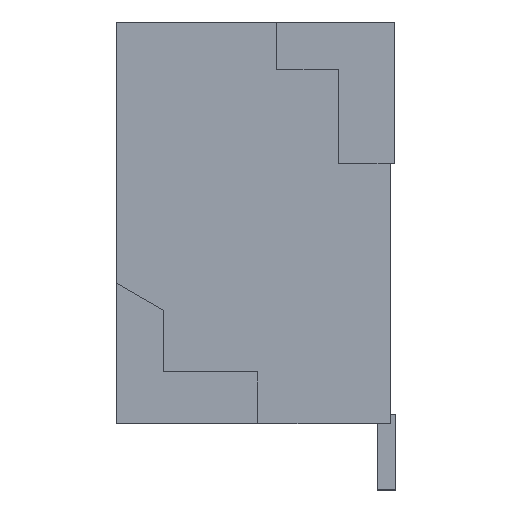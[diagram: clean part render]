
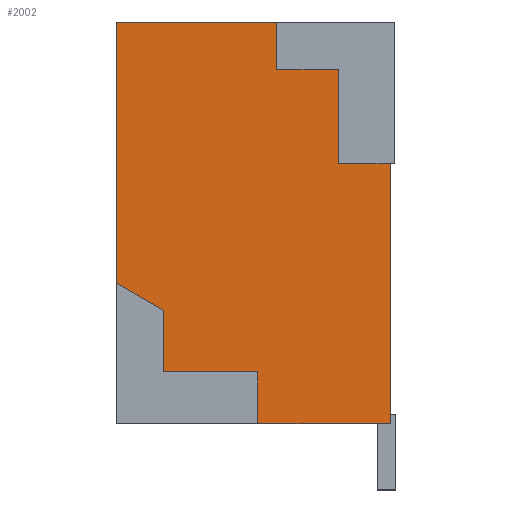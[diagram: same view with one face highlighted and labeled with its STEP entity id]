
A CAD part, left-side view. The second image highlights one B-rep face of the part: STEP entity #2002.
In plain terms, the highlighted planar face has unit normal (-1, 0, 0).
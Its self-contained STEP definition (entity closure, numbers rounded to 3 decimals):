
#43=FACE_OUTER_BOUND('',#143,.T.);
#143=EDGE_LOOP('',(#1404,#1405,#1406,#1407,#1408,#1409,#1410,#1411,#1412,
#1413,#1414,#1415));
#256=LINE('',#2733,#530);
#279=LINE('',#2776,#553);
#302=LINE('',#2821,#576);
#344=LINE('',#2904,#618);
#345=LINE('',#2906,#619);
#346=LINE('',#2908,#620);
#347=LINE('',#2910,#621);
#348=LINE('',#2912,#622);
#349=LINE('',#2913,#623);
#350=LINE('',#2915,#624);
#351=LINE('',#2917,#625);
#352=LINE('',#2918,#626);
#530=VECTOR('',#2233,1000.);
#553=VECTOR('',#2262,1000.);
#576=VECTOR('',#2295,1000.);
#618=VECTOR('',#2361,1000.);
#619=VECTOR('',#2362,1000.);
#620=VECTOR('',#2363,1000.);
#621=VECTOR('',#2364,1000.);
#622=VECTOR('',#2365,1000.);
#623=VECTOR('',#2366,1000.);
#624=VECTOR('',#2367,1000.);
#625=VECTOR('',#2368,1000.);
#626=VECTOR('',#2369,1000.);
#801=VERTEX_POINT('',#2730);
#802=VERTEX_POINT('',#2732);
#819=VERTEX_POINT('',#2774);
#835=VERTEX_POINT('',#2818);
#836=VERTEX_POINT('',#2820);
#865=VERTEX_POINT('',#2903);
#866=VERTEX_POINT('',#2905);
#867=VERTEX_POINT('',#2907);
#868=VERTEX_POINT('',#2909);
#869=VERTEX_POINT('',#2911);
#870=VERTEX_POINT('',#2914);
#871=VERTEX_POINT('',#2916);
#986=EDGE_CURVE('',#802,#801,#256,.T.);
#1009=EDGE_CURVE('',#801,#819,#279,.T.);
#1032=EDGE_CURVE('',#835,#836,#302,.T.);
#1074=EDGE_CURVE('',#865,#802,#344,.T.);
#1075=EDGE_CURVE('',#819,#866,#345,.T.);
#1076=EDGE_CURVE('',#866,#867,#346,.T.);
#1077=EDGE_CURVE('',#867,#868,#347,.T.);
#1078=EDGE_CURVE('',#868,#869,#348,.T.);
#1079=EDGE_CURVE('',#836,#869,#349,.T.);
#1080=EDGE_CURVE('',#835,#870,#350,.T.);
#1081=EDGE_CURVE('',#870,#871,#351,.T.);
#1082=EDGE_CURVE('',#871,#865,#352,.T.);
#1404=ORIENTED_EDGE('',*,*,#1074,.T.);
#1405=ORIENTED_EDGE('',*,*,#986,.T.);
#1406=ORIENTED_EDGE('',*,*,#1009,.T.);
#1407=ORIENTED_EDGE('',*,*,#1075,.T.);
#1408=ORIENTED_EDGE('',*,*,#1076,.T.);
#1409=ORIENTED_EDGE('',*,*,#1077,.T.);
#1410=ORIENTED_EDGE('',*,*,#1078,.T.);
#1411=ORIENTED_EDGE('',*,*,#1079,.F.);
#1412=ORIENTED_EDGE('',*,*,#1032,.F.);
#1413=ORIENTED_EDGE('',*,*,#1080,.T.);
#1414=ORIENTED_EDGE('',*,*,#1081,.T.);
#1415=ORIENTED_EDGE('',*,*,#1082,.T.);
#1801=PLANE('',#2116);
#2002=ADVANCED_FACE('',(#43),#1801,.F.);
#2116=AXIS2_PLACEMENT_3D('',#2902,#2359,#2360);
#2233=DIRECTION('',(0.,-1.,0.));
#2262=DIRECTION('',(0.,0.,1.));
#2295=DIRECTION('',(0.,0.,1.));
#2359=DIRECTION('center_axis',(1.,0.,0.));
#2360=DIRECTION('ref_axis',(0.,0.,
-1.));
#2361=DIRECTION('',(0.,0.,-1.));
#2362=DIRECTION('',(0.,1.,0.));
#2363=DIRECTION('',(0.,0.,1.));
#2364=DIRECTION('',(0.,1.,0.));
#2365=DIRECTION('',(0.,0.,1.));
#2366=DIRECTION('',(0.,-1.,0.));
#2367=DIRECTION('',(0.,-0.866,-0.5));
#2368=DIRECTION('',(0.,0.,-1.));
#2369=DIRECTION('',(0.,-1.,0.));
#2730=CARTESIAN_POINT('',(-3.5,0.355,-0.355));
#2732=CARTESIAN_POINT('',(-3.5,1.755,-0.355));
#2733=CARTESIAN_POINT('',(-3.5,3.255,-0.355));
#2774=CARTESIAN_POINT('',(-3.5,0.355,2.395));
#2776=CARTESIAN_POINT('',(-3.5,0.355,-0.355));
#2818=CARTESIAN_POINT('',(-3.5,3.255,1.134));
#2820=CARTESIAN_POINT('',(-3.5,3.255,3.895));
#2821=CARTESIAN_POINT('',(-3.5,3.255,-0.355));
#2902=CARTESIAN_POINT('Origin',(-3.5,3.255,-0.355));
#2903=CARTESIAN_POINT('',(-3.5,1.755,0.195));
#2904=CARTESIAN_POINT('',(-3.5,1.755,0.195));
#2905=CARTESIAN_POINT('',(-3.5,0.905,2.395));
#2906=CARTESIAN_POINT('',(-3.5,0.905,2.395));
#2907=CARTESIAN_POINT('',(-3.5,0.905,3.395));
#2908=CARTESIAN_POINT('',(-3.5,0.905,3.395));
#2909=CARTESIAN_POINT('',(-3.5,1.555,3.395));
#2910=CARTESIAN_POINT('',(-3.5,1.555,3.395));
#2911=CARTESIAN_POINT('',(-3.5,1.555,3.895));
#2912=CARTESIAN_POINT('',(-3.5,1.555,3.895));
#2913=CARTESIAN_POINT('',(-3.5,3.255,3.895));
#2914=CARTESIAN_POINT('',(-3.5,2.755,0.845));
#2915=CARTESIAN_POINT('',(-3.5,2.755,0.845));
#2916=CARTESIAN_POINT('',(-3.5,2.755,0.195));
#2917=CARTESIAN_POINT('',(-3.5,2.755,0.195));
#2918=CARTESIAN_POINT('',(-3.5,2.755,0.195));
